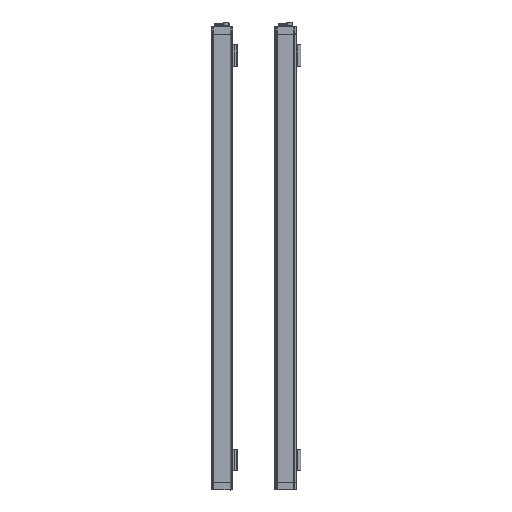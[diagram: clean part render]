
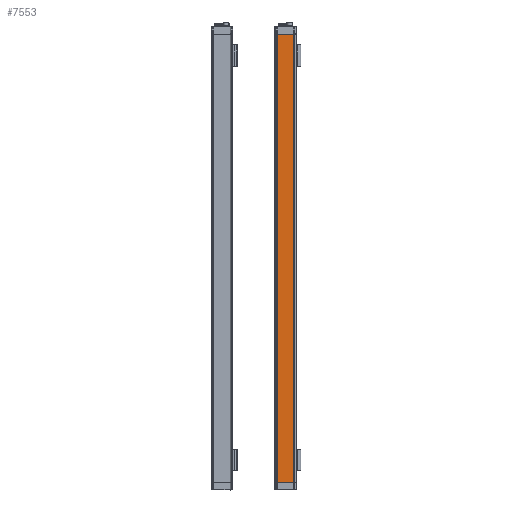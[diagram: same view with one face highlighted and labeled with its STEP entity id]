
A CAD part, top view. The second image highlights one B-rep face of the part: STEP entity #7553.
In plain terms, the highlighted planar face has unit normal (0, 0, 1).
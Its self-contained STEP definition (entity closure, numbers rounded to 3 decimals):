
#7553=ADVANCED_FACE('',(#22019),#22020,.T.);
#22019=FACE_OUTER_BOUND('',#56537,.T.);
#22020=PLANE('',#56538);
#56537=EDGE_LOOP('',(#110247,#110248,#110249,#110250));
#56538=AXIS2_PLACEMENT_3D('',#110251,#110252,#110253);
#110247=ORIENTED_EDGE('',*,*,#131577,.T.);
#110248=ORIENTED_EDGE('',*,*,#131578,.F.);
#110249=ORIENTED_EDGE('',*,*,#131571,.T.);
#110250=ORIENTED_EDGE('',*,*,#131569,.F.);
#110251=CARTESIAN_POINT('',(-146.617,59.054,-307.536));
#110252=DIRECTION('',(0.,0.,1.0));
#110253=DIRECTION('',(0.0,-1.0,0.));
#131569=EDGE_CURVE('',#160409,#160411,#160412,.T.);
#131571=EDGE_CURVE('',#160414,#160411,#160415,.T.);
#131577=EDGE_CURVE('',#160409,#160422,#160424,.T.);
#131578=EDGE_CURVE('',#160414,#160422,#160425,.T.);
#160409=VERTEX_POINT('',#212990);
#160411=VERTEX_POINT('',#212993);
#160412=LINE('',#212994,#212995);
#160414=VERTEX_POINT('',#212998);
#160415=LINE('',#212999,#213000);
#160422=VERTEX_POINT('',#213011);
#160424=LINE('',#213014,#213015);
#160425=LINE('',#213016,#213017);
#212990=CARTESIAN_POINT('',(-109.017,-630.946,-307.536));
#212993=CARTESIAN_POINT('',(-146.617,-630.946,-307.536));
#212994=CARTESIAN_POINT('',(-109.017,-630.946,-307.536));
#212995=VECTOR('',#244910,37.6);
#212998=CARTESIAN_POINT('',(-146.617,407.554,-307.536));
#212999=CARTESIAN_POINT('',(-146.617,59.054,-307.536));
#213000=VECTOR('',#244912,1038.5);
#213011=CARTESIAN_POINT('',(-109.017,407.554,-307.536));
#213014=CARTESIAN_POINT('',(-109.017,59.054,-307.536));
#213015=VECTOR('',#244918,1038.5);
#213016=CARTESIAN_POINT('',(-146.617,407.554,-307.536));
#213017=VECTOR('',#244919,37.6);
#244910=DIRECTION('',(-1.0,0.,0.0));
#244912=DIRECTION('',(0.,-1.0,0.));
#244918=DIRECTION('',(0.,1.0,0.));
#244919=DIRECTION('',(1.0,0.,0.));
